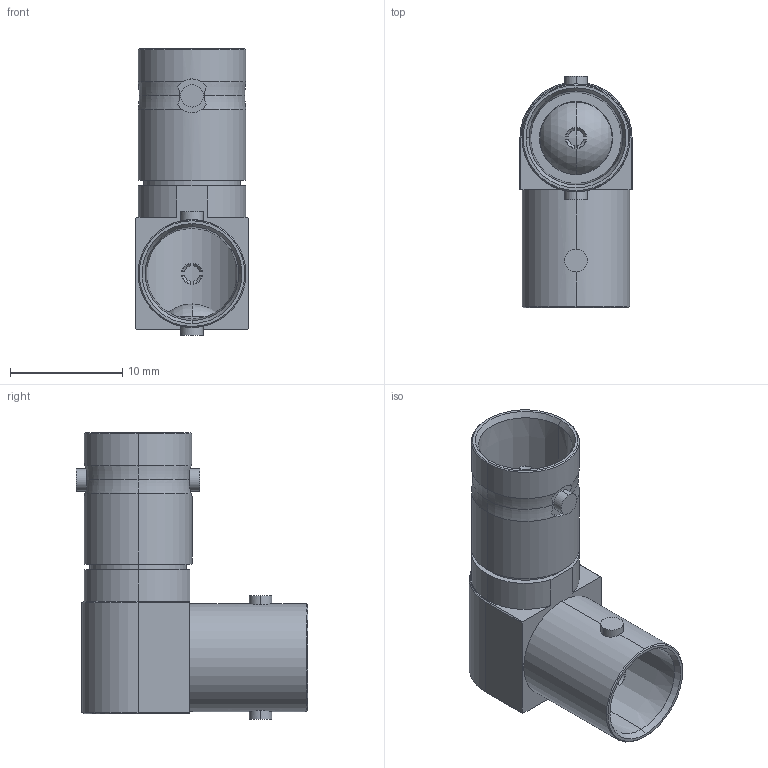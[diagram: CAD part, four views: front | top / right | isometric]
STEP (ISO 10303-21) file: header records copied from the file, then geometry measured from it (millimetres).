
FILE_DESCRIPTION (( 'STEP AP214' ), '1' );
FILE_NAME ('10-519-B66.STEP', '2025-05-14T15:11:48', ( '' ), ( '' ), 'SwSTEP 2.0', 'SolidWorks 2025', '' );
FILE_SCHEMA (( 'AUTOMOTIVE_DESIGN' ));
Length unit declared in the file: millimetre
Products named in the file (1): 10-519-B66
Bounding box: 10 x 20.6 x 25.53 mm (x, y, z)
Surface area: 1740.8 mm2 (no closed solid volume)
Topology: 0 solids, 11 shells, 113 faces, 312 edges, 216 vertices
Faces by surface type: plane 48, cylinder 29, cone 26, torus 8, sphere 2
Entity records: 3736 total; most frequent: CARTESIAN_POINT 881, DIRECTION 608, ORIENTED_EDGE 536, EDGE_CURVE 312, AXIS2_PLACEMENT_3D 233, VERTEX_POINT 216, VECTOR 142, LINE 142
